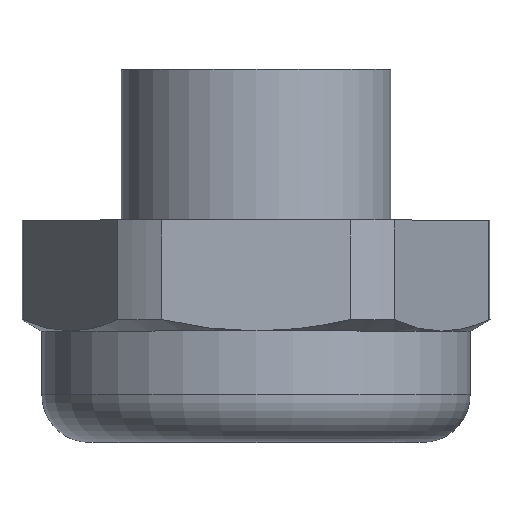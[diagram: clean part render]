
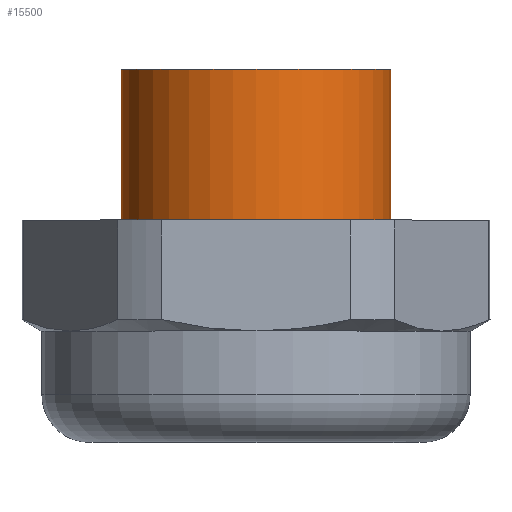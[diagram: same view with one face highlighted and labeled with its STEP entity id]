
A CAD part, top view. The second image highlights one B-rep face of the part: STEP entity #15500.
In plain terms, the highlighted cylindrical face has radius 8.5 mm (diameter 17 mm), a partial arc.
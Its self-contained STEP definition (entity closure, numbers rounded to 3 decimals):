
#14670=CARTESIAN_POINT('',(0.,0.,23.5));
#14680=DIRECTION('',(0.,0.,1.));
#14690=DIRECTION('',(1.,0.,0.));
#14700=AXIS2_PLACEMENT_3D('',#14670,#14680,#14690);
#14710=CIRCLE('',#14700,8.5);
#14720=CARTESIAN_POINT('',(8.5,0.,23.5));
#14730=VERTEX_POINT('',#14720);
#14740=CARTESIAN_POINT('',(-8.5,0.,23.5));
#14750=VERTEX_POINT('',#14740);
#14780=EDGE_CURVE('',#14750,#14730,#14710,.T.);
#15190=CARTESIAN_POINT('',(0.,0.,15.5));
#15200=DIRECTION('',(0.,0.,1.));
#15210=DIRECTION('',(1.,0.,0.));
#15220=AXIS2_PLACEMENT_3D('',#15190,#15200,#15210);
#15230=CYLINDRICAL_SURFACE('',#15220,8.5);
#15240=CARTESIAN_POINT('',(-8.5,0.,15.5));
#15250=DIRECTION('',(0.,0.,1.));
#15260=VECTOR('',#15250,1.);
#15270=LINE('',#15240,#15260);
#15280=CARTESIAN_POINT('',(-8.5,0.,7.5));
#15290=VERTEX_POINT('',#15280);
#15300=EDGE_CURVE('',#15290,#14750,#15270,.T.);
#15310=ORIENTED_EDGE('',*,*,#15300,.F.);
#15320=ORIENTED_EDGE('',*,*,#14780,.F.);
#15330=CARTESIAN_POINT('',(8.5,0.,15.5));
#15340=DIRECTION('',(0.,0.,1.));
#15350=VECTOR('',#15340,1.);
#15360=LINE('',#15330,#15350);
#15370=CARTESIAN_POINT('',(8.5,0.,7.5));
#15380=VERTEX_POINT('',#15370);
#15390=EDGE_CURVE('',#15380,#14730,#15360,.T.);
#15400=ORIENTED_EDGE('',*,*,#15390,.T.);
#15410=CARTESIAN_POINT('',(0.,0.,7.5));
#15420=DIRECTION('',(0.,0.,1.));
#15430=DIRECTION('',(1.,0.,0.));
#15440=AXIS2_PLACEMENT_3D('',#15410,#15420,#15430);
#15450=CIRCLE('',#15440,8.5);
#15460=EDGE_CURVE('',#15290,#15380,#15450,.T.);
#15470=ORIENTED_EDGE('',*,*,#15460,.T.);
#15480=EDGE_LOOP('',(#15470,#15400,#15320,#15310));
#15490=FACE_OUTER_BOUND('',#15480,.T.);
#15500=ADVANCED_FACE('',(#15490),#15230,.T.);
